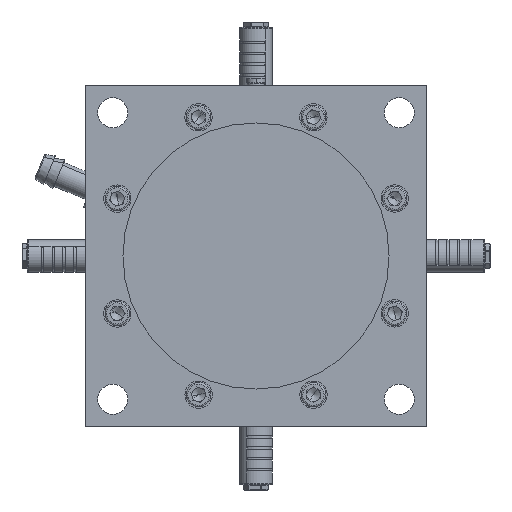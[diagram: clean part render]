
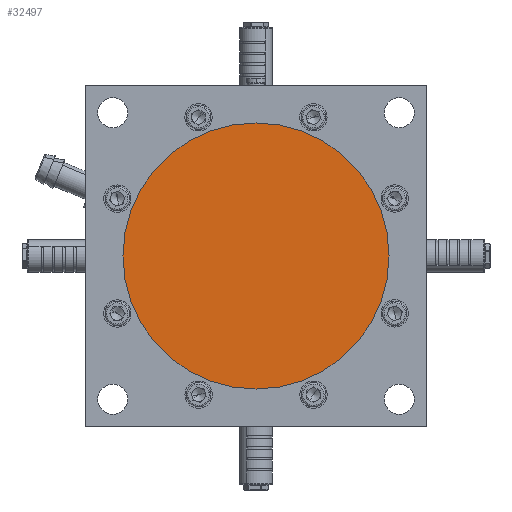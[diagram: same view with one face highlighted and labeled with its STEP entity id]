
A CAD part, front view. The second image highlights one B-rep face of the part: STEP entity #32497.
In plain terms, the highlighted planar face has unit normal (0, -1, 0).
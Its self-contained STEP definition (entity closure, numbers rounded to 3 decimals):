
#39 = EDGE_LOOP ( 'NONE', ( #24417, #1572 ) ) ;
#1572 = ORIENTED_EDGE ( 'NONE', *, *, #29017, .T. ) ;
#4378 = CARTESIAN_POINT ( 'NONE',  ( 0., 1., 0. ) ) ;
#10960 = DIRECTION ( 'NONE',  ( 0., 0., 1. ) ) ;
#11294 = CIRCLE ( 'NONE', #13828, 97.5 ) ;
#13828 = AXIS2_PLACEMENT_3D ( 'NONE', #4378, #62403, #62166 ) ;
#14736 = CIRCLE ( 'NONE', #23772, 97.5 ) ;
#15156 = CARTESIAN_POINT ( 'NONE',  ( 0., 1., 97.5 ) ) ;
#20153 = EDGE_CURVE ( 'NONE', #54026, #50653, #14736, .T. ) ;
#23772 = AXIS2_PLACEMENT_3D ( 'NONE', #63333, #52199, #40347 ) ;
#24417 = ORIENTED_EDGE ( 'NONE', *, *, #20153, .T. ) ;
#26611 = AXIS2_PLACEMENT_3D ( 'NONE', #56774, #56527, #10960 ) ;
#29017 = EDGE_CURVE ( 'NONE', #50653, #54026, #11294, .T. ) ;
#32497 = ADVANCED_FACE ( 'NONE', ( #44058 ), #68190, .T. ) ;
#40347 = DIRECTION ( 'NONE',  ( 0., 0., 1. ) ) ;
#44058 = FACE_OUTER_BOUND ( 'NONE', #39, .T. ) ;
#50653 = VERTEX_POINT ( 'NONE', #67057 ) ;
#52199 = DIRECTION ( 'NONE',  ( 0., -1., 0. ) ) ;
#54026 = VERTEX_POINT ( 'NONE', #15156 ) ;
#56527 = DIRECTION ( 'NONE',  ( 0., -1., 0. ) ) ;
#56774 = CARTESIAN_POINT ( 'NONE',  ( 0., 1., 0. ) ) ;
#62166 = DIRECTION ( 'NONE',  ( 0., 0., 1. ) ) ;
#62403 = DIRECTION ( 'NONE',  ( 0., -1., 0. ) ) ;
#63333 = CARTESIAN_POINT ( 'NONE',  ( 0., 1., 0. ) ) ;
#67057 = CARTESIAN_POINT ( 'NONE',  ( 0., 1., -97.5 ) ) ;
#68190 = PLANE ( 'NONE',  #26611 ) ;
